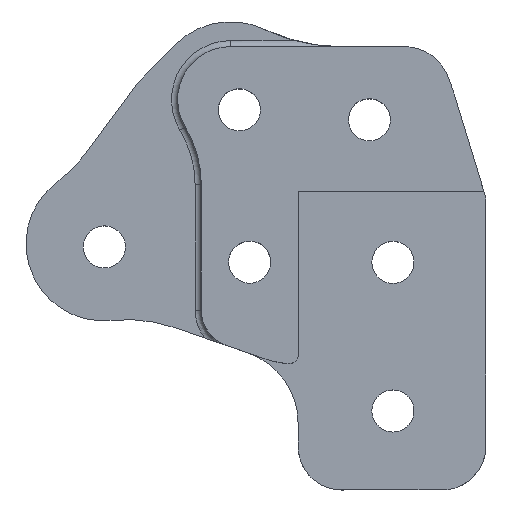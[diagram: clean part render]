
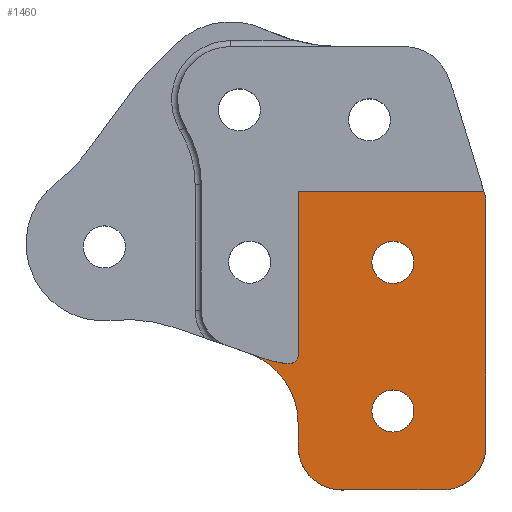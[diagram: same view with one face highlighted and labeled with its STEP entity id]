
A CAD part, top view. The second image highlights one B-rep face of the part: STEP entity #1460.
In plain terms, the highlighted planar face has unit normal (0, 0, 1).
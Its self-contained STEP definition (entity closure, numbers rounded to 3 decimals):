
#44=FACE_BOUND('',#238,.T.);
#45=FACE_BOUND('',#239,.T.);
#50=B_SPLINE_CURVE_WITH_KNOTS('',3,(#2456,#2457,#2458,#2459,#2460,#2461,
#2462),.UNSPECIFIED.,.F.,.F.,(4,1,1,1,4),(0.,0.159,0.318,
0.438,0.557),.UNSPECIFIED.);
#51=B_SPLINE_CURVE_WITH_KNOTS('',3,(#2475,#2476,#2477,#2478,#2479,#2480,
#2481),.UNSPECIFIED.,.F.,.F.,(4,1,1,1,4),(0.,0.159,0.318,
0.438,0.557),.UNSPECIFIED.);
#65=PLANE('',#1614);
#134=FACE_OUTER_BOUND('',#237,.T.);
#237=EDGE_LOOP('',(#1123,#1124,#1125,#1126,#1127,#1128,#1129,#1130,#1131,
#1132,#1133,#1134,#1135));
#238=EDGE_LOOP('',(#1136));
#239=EDGE_LOOP('',(#1137));
#346=LINE('',#2426,#457);
#353=LINE('',#2439,#464);
#355=LINE('',#2444,#466);
#359=LINE('',#2452,#470);
#361=LINE('',#2464,#472);
#362=LINE('',#2467,#473);
#363=LINE('',#2474,#474);
#457=VECTOR('',#1894,10.);
#464=VECTOR('',#1907,7.5);
#466=VECTOR('',#1911,10.);
#470=VECTOR('',#1917,7.5);
#472=VECTOR('',#1921,7.5);
#473=VECTOR('',#1924,10.);
#474=VECTOR('',#1931,10.);
#579=CIRCLE('',#1615,2.);
#580=CIRCLE('',#1616,0.75);
#581=CIRCLE('',#1617,7.5);
#582=CIRCLE('',#1618,6.);
#583=CIRCLE('',#1619,1.7);
#584=CIRCLE('',#1620,1.7);
#703=VERTEX_POINT('',#2423);
#704=VERTEX_POINT('',#2425);
#706=VERTEX_POINT('',#2436);
#707=VERTEX_POINT('',#2438);
#708=VERTEX_POINT('',#2442);
#709=VERTEX_POINT('',#2443);
#712=VERTEX_POINT('',#2451);
#713=VERTEX_POINT('',#2455);
#714=VERTEX_POINT('',#2463);
#715=VERTEX_POINT('',#2465);
#716=VERTEX_POINT('',#2468);
#717=VERTEX_POINT('',#2471);
#718=VERTEX_POINT('',#2473);
#719=VERTEX_POINT('',#2482);
#720=VERTEX_POINT('',#2484);
#847=EDGE_CURVE('',#703,#704,#346,.T.);
#854=EDGE_CURVE('',#706,#707,#353,.T.);
#856=EDGE_CURVE('',#708,#709,#355,.T.);
#860=EDGE_CURVE('',#707,#712,#359,.T.);
#862=EDGE_CURVE('',#713,#708,#50,.T.);
#863=EDGE_CURVE('',#714,#713,#361,.T.);
#864=EDGE_CURVE('',#715,#714,#579,.T.);
#865=EDGE_CURVE('',#712,#715,#362,.T.);
#866=EDGE_CURVE('',#716,#706,#580,.F.);
#867=EDGE_CURVE('',#704,#716,#581,.T.);
#868=EDGE_CURVE('',#703,#717,#582,.F.);
#869=EDGE_CURVE('',#717,#718,#363,.T.);
#870=EDGE_CURVE('',#709,#718,#51,.T.);
#871=EDGE_CURVE('',#719,#719,#583,.T.);
#872=EDGE_CURVE('',#720,#720,#584,.T.);
#1123=ORIENTED_EDGE('',*,*,#856,.F.);
#1124=ORIENTED_EDGE('',*,*,#862,.F.);
#1125=ORIENTED_EDGE('',*,*,#863,.F.);
#1126=ORIENTED_EDGE('',*,*,#864,.F.);
#1127=ORIENTED_EDGE('',*,*,#865,.F.);
#1128=ORIENTED_EDGE('',*,*,#860,.F.);
#1129=ORIENTED_EDGE('',*,*,#854,.F.);
#1130=ORIENTED_EDGE('',*,*,#866,.F.);
#1131=ORIENTED_EDGE('',*,*,#867,.F.);
#1132=ORIENTED_EDGE('',*,*,#847,.F.);
#1133=ORIENTED_EDGE('',*,*,#868,.T.);
#1134=ORIENTED_EDGE('',*,*,#869,.T.);
#1135=ORIENTED_EDGE('',*,*,#870,.F.);
#1136=ORIENTED_EDGE('',*,*,#871,.T.);
#1137=ORIENTED_EDGE('',*,*,#872,.T.);
#1460=ADVANCED_FACE('',(#134,#44,#45),#65,.F.);
#1614=AXIS2_PLACEMENT_3D('',#2454,#1919,#1920);
#1615=AXIS2_PLACEMENT_3D('',#2466,#1922,#1923);
#1616=AXIS2_PLACEMENT_3D('',#2469,#1925,#1926);
#1617=AXIS2_PLACEMENT_3D('',#2470,#1927,#1928);
#1618=AXIS2_PLACEMENT_3D('',#2472,#1929,#1930);
#1619=AXIS2_PLACEMENT_3D('',#2483,#1932,#1933);
#1620=AXIS2_PLACEMENT_3D('',#2485,#1934,#1935);
#1894=DIRECTION('',(0.945,-0.328,0.));
#1907=DIRECTION('',(0.,1.,0.));
#1911=DIRECTION('',(-1.,0.,0.));
#1917=DIRECTION('',(1.,0.,0.));
#1919=DIRECTION('center_axis',(0.,0.,
-1.));
#1920=DIRECTION('ref_axis',(1.,0.,0.));
#1921=DIRECTION('',(0.,-1.,0.));
#1922=DIRECTION('center_axis',(0.,0.,
-1.));
#1923=DIRECTION('ref_axis',(0.989,0.147,0.));
#1924=DIRECTION('',(0.291,-0.957,0.));
#1925=DIRECTION('center_axis',(0.,0.,
-1.));
#1926=DIRECTION('ref_axis',(0.679,-0.734,0.));
#1927=DIRECTION('center_axis',(0.,0.,
1.));
#1928=DIRECTION('ref_axis',(-0.078,-0.997,0.));
#1929=DIRECTION('center_axis',(0.,0.,
1.));
#1930=DIRECTION('ref_axis',(0.815,0.58,0.));
#1931=DIRECTION('',(0.,-1.,0.));
#1932=DIRECTION('center_axis',(0.,0.,
-1.));
#1933=DIRECTION('ref_axis',(0.,-1.,0.));
#1934=DIRECTION('center_axis',(0.,0.,
-1.));
#1935=DIRECTION('ref_axis',(0.,-1.,0.));
#2423=CARTESIAN_POINT('',(-38.124,-53.779,6.76));
#2425=CARTESIAN_POINT('',(-36.773,-54.248,6.76));
#2426=CARTESIAN_POINT('',(-46.626,-50.829,6.76));
#2436=CARTESIAN_POINT('',(-34.091,-53.892,6.76));
#2438=CARTESIAN_POINT('',(-34.091,-40.713,6.76));
#2439=CARTESIAN_POINT('',(-34.091,-44.753,6.76));
#2442=CARTESIAN_POINT('',(-22.477,-64.825,6.76));
#2443=CARTESIAN_POINT('',(-30.556,-64.825,6.76));
#2444=CARTESIAN_POINT('',(-36.859,-64.825,6.76));
#2451=CARTESIAN_POINT('',(-19.105,-40.713,6.76));
#2452=CARTESIAN_POINT('',(-30.604,-40.713,6.76));
#2454=CARTESIAN_POINT('Origin',(-36.688,-37.844,6.76));
#2455=CARTESIAN_POINT('',(-18.941,-61.289,6.76));
#2456=CARTESIAN_POINT('Ctrl Pts',(-18.941,-61.289,6.76));
#2457=CARTESIAN_POINT('Ctrl Pts',(-18.941,-61.766,6.76));
#2458=CARTESIAN_POINT('Ctrl Pts',(-19.14,-62.81,6.76));
#2459=CARTESIAN_POINT('Ctrl Pts',(-20.121,-64.066,6.76));
#2460=CARTESIAN_POINT('Ctrl Pts',(-21.358,-64.715,6.76));
#2461=CARTESIAN_POINT('Ctrl Pts',(-22.12,-64.825,6.76));
#2462=CARTESIAN_POINT('Ctrl Pts',(-22.477,-64.825,6.76));
#2463=CARTESIAN_POINT('',(-18.941,-41.549,6.76));
#2464=CARTESIAN_POINT('',(-18.941,-11.613,6.76));
#2465=CARTESIAN_POINT('',(-19.028,-40.967,6.76));
#2466=CARTESIAN_POINT('Origin',(-20.941,-41.549,6.76));
#2467=CARTESIAN_POINT('',(-21.429,-33.08,6.76));
#2468=CARTESIAN_POINT('',(-34.9,-54.64,6.76));
#2469=CARTESIAN_POINT('Origin',(-34.841,-53.892,6.76));
#2470=CARTESIAN_POINT('Origin',(-34.314,-47.163,6.76));
#2471=CARTESIAN_POINT('',(-34.091,-59.448,6.76));
#2472=CARTESIAN_POINT('Origin',(-40.091,-59.448,6.76));
#2473=CARTESIAN_POINT('',(-34.091,-61.289,6.76));
#2474=CARTESIAN_POINT('',(-34.091,-61.825,6.76));
#2475=CARTESIAN_POINT('Ctrl Pts',(-30.556,-64.825,6.76));
#2476=CARTESIAN_POINT('Ctrl Pts',(-31.032,-64.825,6.76));
#2477=CARTESIAN_POINT('Ctrl Pts',(-32.076,-64.626,6.76));
#2478=CARTESIAN_POINT('Ctrl Pts',(-33.332,-63.646,6.76));
#2479=CARTESIAN_POINT('Ctrl Pts',(-33.981,-62.408,6.76));
#2480=CARTESIAN_POINT('Ctrl Pts',(-34.091,-61.647,6.76));
#2481=CARTESIAN_POINT('Ctrl Pts',(-34.091,-61.289,6.76));
#2482=CARTESIAN_POINT('',(-26.441,-56.75,6.76));
#2483=CARTESIAN_POINT('Origin',(-26.441,-58.45,6.76));
#2484=CARTESIAN_POINT('',(-26.441,-44.75,6.76));
#2485=CARTESIAN_POINT('Origin',(-26.441,-46.45,6.76));
